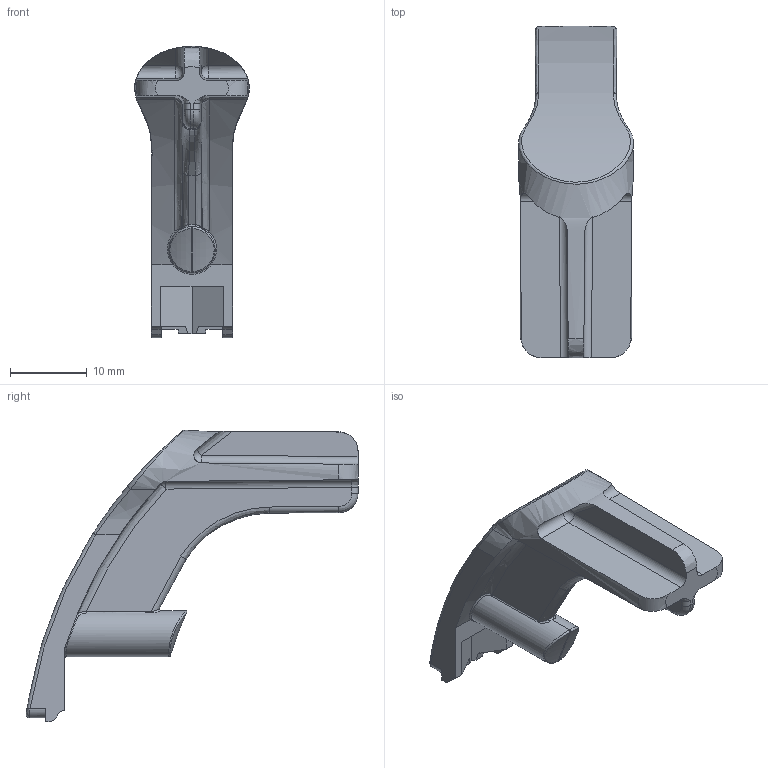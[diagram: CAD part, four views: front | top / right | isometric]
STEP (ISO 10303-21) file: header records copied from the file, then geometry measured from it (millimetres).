
FILE_DESCRIPTION (( 'STEP AP214' ), '1' );
FILE_NAME ('092301.STEP', '2013-12-06T07:57:51', ( '' ), ( '' ), 'SwSTEP 2.0', 'SolidWorks 2012', '' );
FILE_SCHEMA (( 'AUTOMOTIVE_DESIGN' ));
Length unit declared in the file: millimetre
Products named in the file (1): 092301
Bounding box: 14.91 x 43.14 x 37.87 mm (x, y, z)
Volume: 3501.1 mm3; surface area: 2873.6 mm2
Topology: 1 solids, 1 shells, 116 faces, 304 edges, 188 vertices
Faces by surface type: bspline 36, cylinder 34, plane 33, torus 7, sphere 4, cone 2
Entity records: 5151 total; most frequent: CARTESIAN_POINT 2660, ORIENTED_EDGE 600, DIRECTION 420, EDGE_CURVE 300, VERTEX_POINT 186, AXIS2_PLACEMENT_3D 156, EDGE_LOOP 116, FACE_OUTER_BOUND 116
